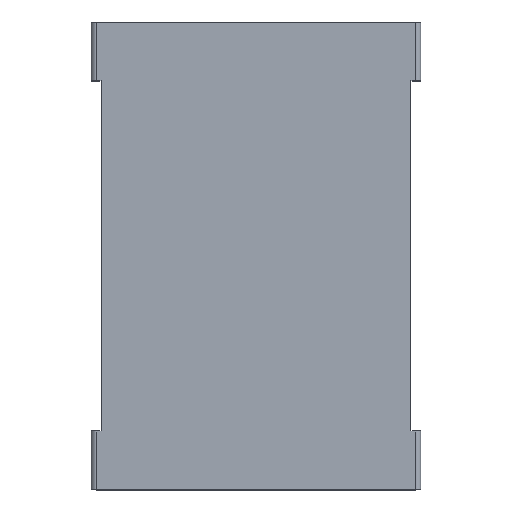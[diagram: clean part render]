
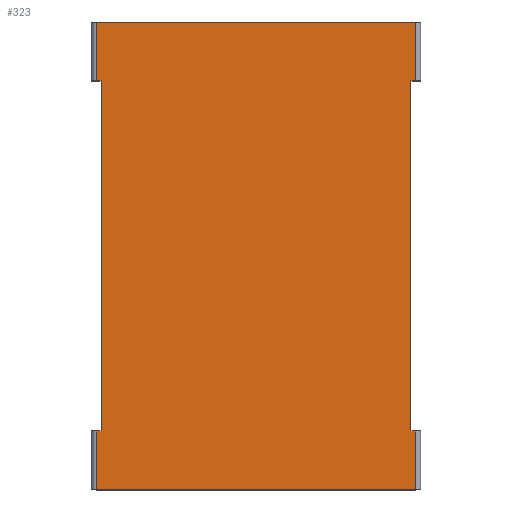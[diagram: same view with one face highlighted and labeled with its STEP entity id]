
A CAD part, top view. The second image highlights one B-rep face of the part: STEP entity #323.
In plain terms, the highlighted planar face has unit normal (0, 0, 1).
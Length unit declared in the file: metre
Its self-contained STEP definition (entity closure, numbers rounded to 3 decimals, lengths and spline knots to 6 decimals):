
#22=LINE('',#500,#46);
#24=LINE('',#506,#48);
#25=LINE('',#509,#49);
#26=LINE('',#511,#50);
#27=LINE('',#513,#51);
#28=LINE('',#514,#52);
#29=LINE('',#516,#53);
#30=LINE('',#518,#54);
#31=LINE('',#520,#55);
#32=LINE('',#522,#56);
#33=LINE('',#524,#57);
#34=LINE('',#526,#58);
#46=VECTOR('',#399,1.);
#48=VECTOR('',#405,1.);
#49=VECTOR('',#406,1.);
#50=VECTOR('',#407,1.);
#51=VECTOR('',#408,1.);
#52=VECTOR('',#409,1.);
#53=VECTOR('',#410,1.);
#54=VECTOR('',#411,1.);
#55=VECTOR('',#412,1.);
#56=VECTOR('',#413,1.);
#57=VECTOR('',#414,1.);
#58=VECTOR('',#415,1.);
#75=ORIENTED_EDGE('',*,*,#163,.F.);
#76=ORIENTED_EDGE('',*,*,#164,.F.);
#77=ORIENTED_EDGE('',*,*,#165,.T.);
#78=ORIENTED_EDGE('',*,*,#166,.T.);
#79=ORIENTED_EDGE('',*,*,#160,.F.);
#80=ORIENTED_EDGE('',*,*,#167,.F.);
#81=ORIENTED_EDGE('',*,*,#168,.T.);
#82=ORIENTED_EDGE('',*,*,#169,.F.);
#83=ORIENTED_EDGE('',*,*,#170,.F.);
#84=ORIENTED_EDGE('',*,*,#171,.T.);
#85=ORIENTED_EDGE('',*,*,#172,.T.);
#86=ORIENTED_EDGE('',*,*,#173,.T.);
#160=EDGE_CURVE('',#203,#205,#22,.T.);
#163=EDGE_CURVE('',#207,#208,#24,.T.);
#164=EDGE_CURVE('',#209,#207,#25,.T.);
#165=EDGE_CURVE('',#209,#210,#26,.T.);
#166=EDGE_CURVE('',#210,#205,#27,.T.);
#167=EDGE_CURVE('',#211,#203,#28,.T.);
#168=EDGE_CURVE('',#211,#212,#29,.T.);
#169=EDGE_CURVE('',#213,#212,#30,.T.);
#170=EDGE_CURVE('',#214,#213,#31,.T.);
#171=EDGE_CURVE('',#214,#215,#32,.T.);
#172=EDGE_CURVE('',#215,#216,#33,.T.);
#173=EDGE_CURVE('',#216,#208,#34,.T.);
#203=VERTEX_POINT('',#498);
#205=VERTEX_POINT('',#501);
#207=VERTEX_POINT('',#507);
#208=VERTEX_POINT('',#508);
#209=VERTEX_POINT('',#510);
#210=VERTEX_POINT('',#512);
#211=VERTEX_POINT('',#515);
#212=VERTEX_POINT('',#517);
#213=VERTEX_POINT('',#519);
#214=VERTEX_POINT('',#521);
#215=VERTEX_POINT('',#523);
#216=VERTEX_POINT('',#525);
#256=EDGE_LOOP('',(#75,#76,#77,#78,#79,#80,#81,#82,#83,#84,#85,#86));
#286=FACE_BOUND('',#256,.T.);
#315=PLANE('',#357);
#323=ADVANCED_FACE('',(#286),#315,.T.);
#357=AXIS2_PLACEMENT_3D('',#505,#403,#404);
#399=DIRECTION('',(1.,0.,0.));
#403=DIRECTION('',(0.,0.,1.));
#404=DIRECTION('',(1.,0.,0.));
#405=DIRECTION('',(1.,0.,0.));
#406=DIRECTION('',(0.,1.,0.));
#407=DIRECTION('',(1.,0.,0.));
#408=DIRECTION('',(0.,1.,0.));
#409=DIRECTION('',(0.,-1.,0.));
#410=DIRECTION('',(1.,0.,0.));
#411=DIRECTION('',(0.,-1.,0.));
#412=DIRECTION('',(1.,0.,0.));
#413=DIRECTION('',(0.,-1.,0.));
#414=DIRECTION('',(1.,0.,0.));
#415=DIRECTION('',(0.,-1.,0.));
#498=CARTESIAN_POINT('',(0.166051,-0.089,0.0025));
#500=CARTESIAN_POINT('',(0.08725,-0.089,0.0025));
#501=CARTESIAN_POINT('',(0.1685,-0.089,0.0025));
#505=CARTESIAN_POINT('',(0.08725,-0.119,0.0025));
#506=CARTESIAN_POINT('',(0.08725,-0.089,0.0025));
#507=CARTESIAN_POINT('',(0.006,-0.089,0.0025));
#508=CARTESIAN_POINT('',(0.008449,-0.089,0.0025));
#509=CARTESIAN_POINT('',(0.006,-0.119,0.0025));
#510=CARTESIAN_POINT('',(0.006,-0.119,0.0025));
#511=CARTESIAN_POINT('',(0.08725,-0.119,0.0025));
#512=CARTESIAN_POINT('',(0.1685,-0.119,0.0025));
#513=CARTESIAN_POINT('',(0.1685,-0.119,0.0025));
#514=CARTESIAN_POINT('',(0.166051,0.,0.0025));
#515=CARTESIAN_POINT('',(0.166051,0.089,0.0025));
#516=CARTESIAN_POINT('',(0.08725,0.089,0.0025));
#517=CARTESIAN_POINT('',(0.1685,0.089,0.0025));
#518=CARTESIAN_POINT('',(0.1685,0.119,0.0025));
#519=CARTESIAN_POINT('',(0.1685,0.119,0.0025));
#520=CARTESIAN_POINT('',(0.08725,0.119,0.0025));
#521=CARTESIAN_POINT('',(0.006,0.119,0.0025));
#522=CARTESIAN_POINT('',(0.006,0.119,0.0025));
#523=CARTESIAN_POINT('',(0.006,0.089,0.0025));
#524=CARTESIAN_POINT('',(0.08725,0.089,0.0025));
#525=CARTESIAN_POINT('',(0.008449,0.089,0.0025));
#526=CARTESIAN_POINT('',(0.008449,0.,0.0025));
